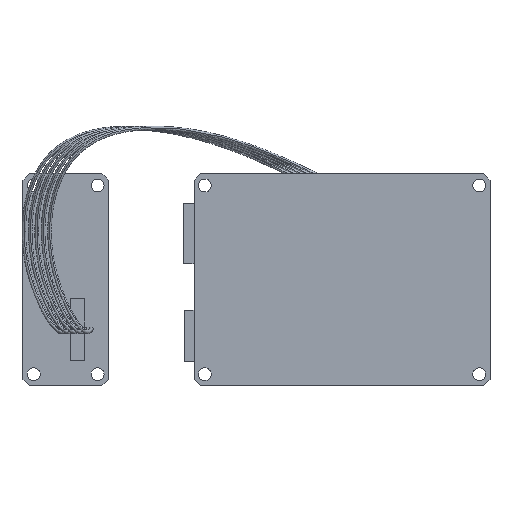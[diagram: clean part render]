
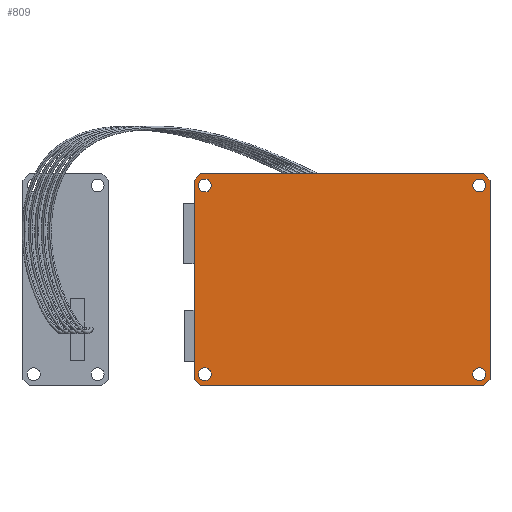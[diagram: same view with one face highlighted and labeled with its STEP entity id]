
A CAD part, left-side view. The second image highlights one B-rep face of the part: STEP entity #809.
In plain terms, the highlighted planar face has unit normal (-1, 0, 0).
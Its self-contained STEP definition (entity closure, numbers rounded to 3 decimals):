
#154=CARTESIAN_POINT('',(0.,-2.5,-46.75));
#155=DIRECTION('',(-1.,0.,0.));
#156=DIRECTION('',(0.,-1.,0.));
#157=AXIS2_PLACEMENT_3D('',#154,#155,#156);
#159=CARTESIAN_POINT('',(0.,-2.5,-46.75));
#160=DIRECTION('',(-1.,0.,0.));
#161=DIRECTION('',(0.,1.,0.));
#162=AXIS2_PLACEMENT_3D('',#159,#160,#161);
#164=CARTESIAN_POINT('',(0.,-66.5,-46.75));
#165=DIRECTION('',(-1.,0.,0.));
#166=DIRECTION('',(0.,-1.,0.));
#167=AXIS2_PLACEMENT_3D('',#164,#165,#166);
#169=CARTESIAN_POINT('',(0.,-66.5,-46.75));
#170=DIRECTION('',(-1.,0.,0.));
#171=DIRECTION('',(0.,1.,0.));
#172=AXIS2_PLACEMENT_3D('',#169,#170,#171);
#174=CARTESIAN_POINT('',(0.,-2.5,-2.75));
#175=DIRECTION('',(-1.,0.,0.));
#176=DIRECTION('',(0.,-1.,0.));
#177=AXIS2_PLACEMENT_3D('',#174,#175,#176);
#179=CARTESIAN_POINT('',(0.,-2.5,-2.75));
#180=DIRECTION('',(-1.,0.,0.));
#181=DIRECTION('',(0.,1.,0.));
#182=AXIS2_PLACEMENT_3D('',#179,#180,#181);
#184=CARTESIAN_POINT('',(0.,-66.5,-2.75));
#185=DIRECTION('',(-1.,0.,0.));
#186=DIRECTION('',(0.,-1.,0.));
#187=AXIS2_PLACEMENT_3D('',#184,#185,#186);
#189=CARTESIAN_POINT('',(0.,-66.5,-2.75));
#190=DIRECTION('',(-1.,0.,0.));
#191=DIRECTION('',(0.,1.,0.));
#192=AXIS2_PLACEMENT_3D('',#189,#190,#191);
#194=DIRECTION('',(0.,-0.707,0.707));
#195=VECTOR('',#194,2.121);
#196=CARTESIAN_POINT('',(0.,-67.5,-49.5));
#197=LINE('',#196,#195);
#198=DIRECTION('',(0.,1.,0.));
#199=VECTOR('',#198,66.);
#200=CARTESIAN_POINT('',(0.,-67.5,-49.5));
#201=LINE('',#200,#199);
#202=DIRECTION('',(0.,-0.707,-0.707));
#203=VECTOR('',#202,2.121);
#204=CARTESIAN_POINT('',(0.,0.,-48.));
#205=LINE('',#204,#203);
#206=DIRECTION('',(0.,0.,1.));
#207=VECTOR('',#206,46.5);
#208=CARTESIAN_POINT('',(0.,0.,-48.));
#209=LINE('',#208,#207);
#210=DIRECTION('',(0.,0.707,-0.707));
#211=VECTOR('',#210,2.121);
#212=CARTESIAN_POINT('',(0.,-1.5,0.));
#213=LINE('',#212,#211);
#214=DIRECTION('',(0.,-1.,0.));
#215=VECTOR('',#214,66.);
#216=CARTESIAN_POINT('',(0.,-1.5,0.));
#217=LINE('',#216,#215);
#218=DIRECTION('',(0.,0.707,0.707));
#219=VECTOR('',#218,2.121);
#220=CARTESIAN_POINT('',(0.,-69.,-1.5));
#221=LINE('',#220,#219);
#258=DIRECTION('',(0.,0.,1.));
#259=VECTOR('',#258,46.5);
#260=CARTESIAN_POINT('',(0.,-69.,-48.));
#261=LINE('',#260,#259);
#462=CARTESIAN_POINT('',(0.,-69.,-1.5));
#463=CARTESIAN_POINT('',(0.,-67.5,0.));
#464=VERTEX_POINT('',#462);
#465=VERTEX_POINT('',#463);
#470=CARTESIAN_POINT('',(0.,-67.5,-49.5));
#471=CARTESIAN_POINT('',(0.,-69.,-48.));
#472=VERTEX_POINT('',#470);
#473=VERTEX_POINT('',#471);
#478=CARTESIAN_POINT('',(0.,-1.5,0.));
#479=CARTESIAN_POINT('',(0.,0.,-1.5));
#480=VERTEX_POINT('',#478);
#481=VERTEX_POINT('',#479);
#486=CARTESIAN_POINT('',(0.,0.,-48.));
#487=CARTESIAN_POINT('',(0.,-1.5,-49.5));
#488=VERTEX_POINT('',#486);
#489=VERTEX_POINT('',#487);
#494=CARTESIAN_POINT('',(0.,-4.,-46.75));
#495=CARTESIAN_POINT('',(0.,-1.,-46.75));
#496=VERTEX_POINT('',#494);
#497=VERTEX_POINT('',#495);
#502=CARTESIAN_POINT('',(0.,-68.,-46.75));
#503=CARTESIAN_POINT('',(0.,-65.,-46.75));
#504=VERTEX_POINT('',#502);
#505=VERTEX_POINT('',#503);
#510=CARTESIAN_POINT('',(0.,-4.,-2.75));
#511=CARTESIAN_POINT('',(0.,-1.,-2.75));
#512=VERTEX_POINT('',#510);
#513=VERTEX_POINT('',#511);
#518=CARTESIAN_POINT('',(0.,-68.,-2.75));
#519=CARTESIAN_POINT('',(0.,-65.,-2.75));
#520=VERTEX_POINT('',#518);
#521=VERTEX_POINT('',#519);
#763=CARTESIAN_POINT('',(0.,0.,0.));
#764=DIRECTION('',(1.,0.,0.));
#765=DIRECTION('',(0.,-1.,0.));
#766=AXIS2_PLACEMENT_3D('',#763,#764,#765);
#767=PLANE('',#766);
#769=ORIENTED_EDGE('',*,*,#768,.F.);
#771=ORIENTED_EDGE('',*,*,#770,.F.);
#773=ORIENTED_EDGE('',*,*,#772,.T.);
#775=ORIENTED_EDGE('',*,*,#774,.F.);
#777=ORIENTED_EDGE('',*,*,#776,.T.);
#779=ORIENTED_EDGE('',*,*,#778,.F.);
#781=ORIENTED_EDGE('',*,*,#780,.T.);
#783=ORIENTED_EDGE('',*,*,#782,.F.);
#784=EDGE_LOOP('',(#769,#771,#773,#775,#777,#779,#781,#783));
#785=FACE_OUTER_BOUND('',#784,.F.);
#786=ORIENTED_EDGE('',*,*,#753,.T.);
#788=ORIENTED_EDGE('',*,*,#787,.T.);
#789=EDGE_LOOP('',(#786,#788));
#790=FACE_BOUND('',#789,.F.);
#792=ORIENTED_EDGE('',*,*,#791,.T.);
#794=ORIENTED_EDGE('',*,*,#793,.T.);
#795=EDGE_LOOP('',(#792,#794));
#796=FACE_BOUND('',#795,.F.);
#798=ORIENTED_EDGE('',*,*,#797,.T.);
#800=ORIENTED_EDGE('',*,*,#799,.T.);
#801=EDGE_LOOP('',(#798,#800));
#802=FACE_BOUND('',#801,.F.);
#804=ORIENTED_EDGE('',*,*,#803,.T.);
#806=ORIENTED_EDGE('',*,*,#805,.T.);
#807=EDGE_LOOP('',(#804,#806));
#808=FACE_BOUND('',#807,.F.);
#809=ADVANCED_FACE('',(#785,#790,#796,#802,#808),#767,.F.);
#158=CIRCLE('',#157,1.5);
#163=CIRCLE('',#162,1.5);
#168=CIRCLE('',#167,1.5);
#173=CIRCLE('',#172,1.5);
#178=CIRCLE('',#177,1.5);
#183=CIRCLE('',#182,1.5);
#188=CIRCLE('',#187,1.5);
#193=CIRCLE('',#192,1.5);
#753=EDGE_CURVE('',#496,#497,#158,.T.);
#768=EDGE_CURVE('',#473,#464,#261,.T.);
#770=EDGE_CURVE('',#472,#473,#197,.T.);
#772=EDGE_CURVE('',#472,#489,#201,.T.);
#774=EDGE_CURVE('',#488,#489,#205,.T.);
#776=EDGE_CURVE('',#488,#481,#209,.T.);
#778=EDGE_CURVE('',#480,#481,#213,.T.);
#780=EDGE_CURVE('',#480,#465,#217,.T.);
#782=EDGE_CURVE('',#464,#465,#221,.T.);
#787=EDGE_CURVE('',#497,#496,#163,.T.);
#791=EDGE_CURVE('',#504,#505,#168,.T.);
#793=EDGE_CURVE('',#505,#504,#173,.T.);
#797=EDGE_CURVE('',#512,#513,#178,.T.);
#799=EDGE_CURVE('',#513,#512,#183,.T.);
#803=EDGE_CURVE('',#520,#521,#188,.T.);
#805=EDGE_CURVE('',#521,#520,#193,.T.);
